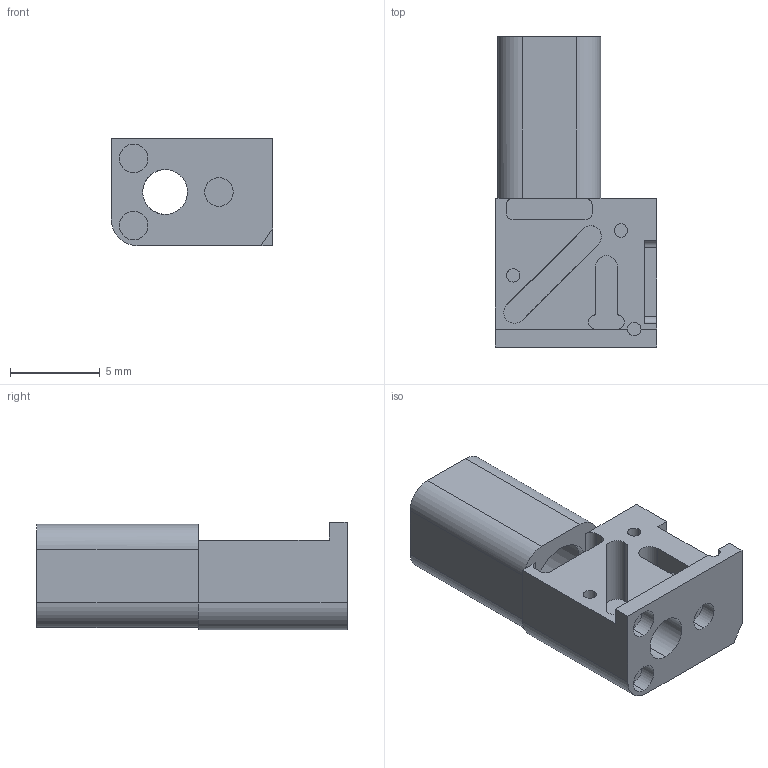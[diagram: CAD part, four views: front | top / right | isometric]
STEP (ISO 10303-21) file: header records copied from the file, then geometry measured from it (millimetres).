
FILE_DESCRIPTION (( 'STEP AP203' ), '1' );
FILE_NAME ('MS_MainBodyv3.3 (AP203).STEP', '2018-11-19T20:41:15', ( '' ), ( '' ), 'SwSTEP 2.0', 'SolidWorks 2018', '' );
FILE_SCHEMA (( 'CONFIG_CONTROL_DESIGN' ));
Length unit declared in the file: millimetre
Products named in the file (1): MS_MainBodyv3.3 (AP203)
Bounding box: 9 x 17.3 x 6 mm (x, y, z)
Volume: 336.5 mm3; surface area: 864.7 mm2
Topology: 1 solids, 1 shells, 94 faces, 253 edges, 165 vertices
Faces by surface type: plane 48, cylinder 44, sphere 2
Entity records: 3064 total; most frequent: CARTESIAN_POINT 566, DIRECTION 522, ORIENTED_EDGE 498, EDGE_CURVE 249, AXIS2_PLACEMENT_3D 188, VERTEX_POINT 163, VECTOR 146, LINE 146
